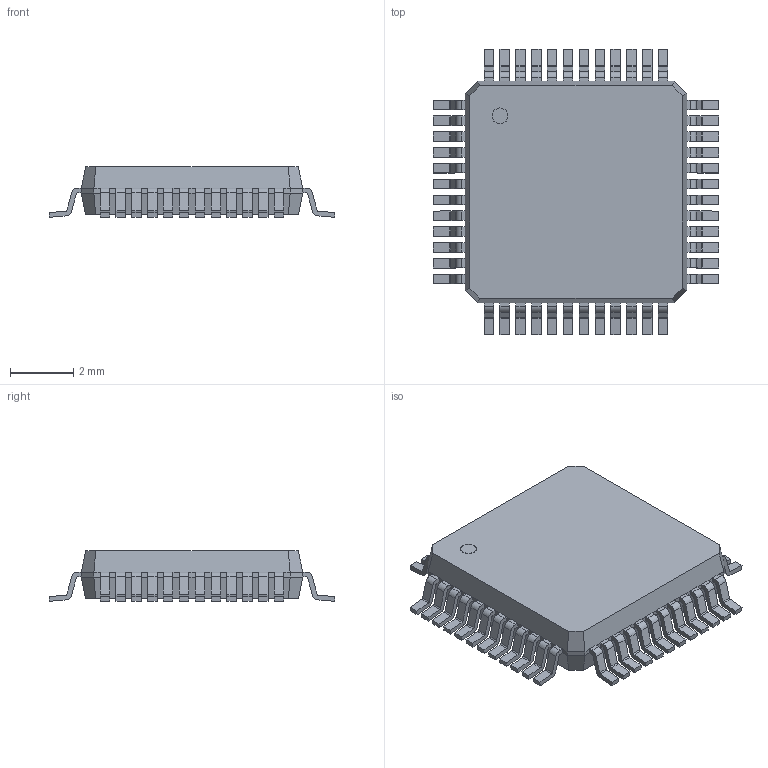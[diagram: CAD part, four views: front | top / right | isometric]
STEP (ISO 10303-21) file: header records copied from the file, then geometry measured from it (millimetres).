
FILE_DESCRIPTION((''),'2;1');
FILE_NAME('USER_LIBRARY-LQFP48','2015-09-06T',('Byron'),(''),'PRO/ENGINEER BY PARAMETRIC TECHNOLOGY CORPORATION, 2011310','PRO/ENGINEER BY PARAMETRIC TECHNOLOGY CORPORATION, 2011310','');
FILE_SCHEMA(('AUTOMOTIVE_DESIGN { 1 2 10303 214 0 1 1 1 }'));
Length unit declared in the file: millimetre
Products named in the file (1): USER_LIBRARY-LQFP48
Bounding box: 9.03 x 9.03 x 1.6 mm (x, y, z)
Volume: 73.8 mm3; surface area: 195.9 mm2
Topology: 1 solids, 1 shells, 659 faces, 1949 edges, 1294 vertices
Faces by surface type: plane 465, cylinder 194
Entity records: 26553 total; most frequent: CARTESIAN_POINT 3904, ORIENTED_EDGE 3898, DIRECTION 3655, EDGE_CURVE 1949, VECTOR 1561, LINE 1561, VERTEX_POINT 1294, AXIS2_PLACEMENT_3D 1047
